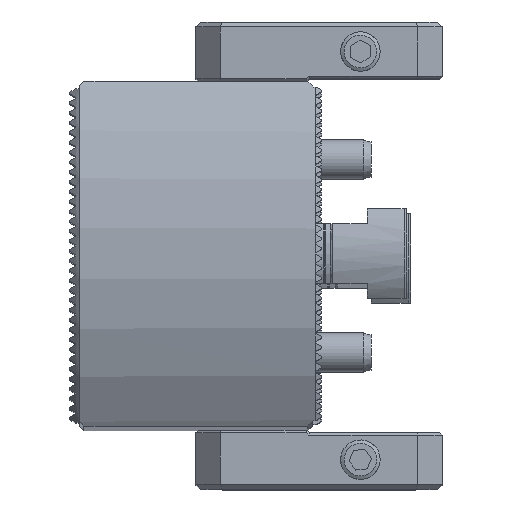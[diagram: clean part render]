
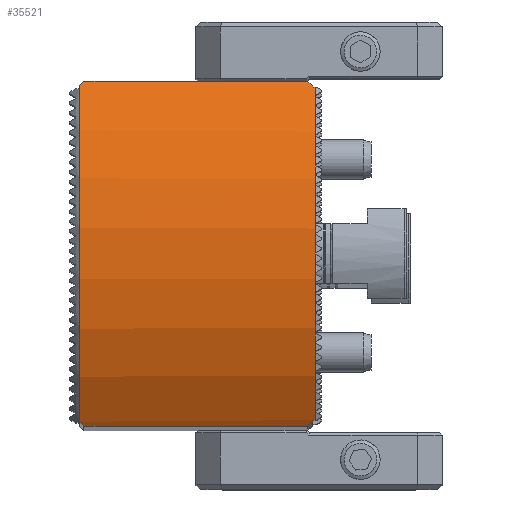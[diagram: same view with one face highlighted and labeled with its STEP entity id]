
A CAD part, top view. The second image highlights one B-rep face of the part: STEP entity #35521.
In plain terms, the highlighted cylindrical face has radius 65 mm (diameter 130 mm), a partial arc.
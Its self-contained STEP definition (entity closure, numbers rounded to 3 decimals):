
#268 = CIRCLE ( 'NONE', #39502, 65. ) ;
#271 = DIRECTION ( 'NONE',  ( 0., 0., 1. ) ) ;
#1256 = DIRECTION ( 'NONE',  ( 1., 0., 0. ) ) ;
#2892 = CARTESIAN_POINT ( 'NONE',  ( 24.2, -33.8, 280.521 ) ) ;
#3778 = DIRECTION ( 'NONE',  ( 0., 0., 1. ) ) ;
#4347 = CARTESIAN_POINT ( 'NONE',  ( -23.577, -34.123, 280.323 ) ) ;
#4930 = CARTESIAN_POINT ( 'NONE',  ( 24.2, 33.8, 280.521 ) ) ;
#5071 = CARTESIAN_POINT ( 'NONE',  ( 24.2, 0., 225. ) ) ;
#5249 = CYLINDRICAL_SURFACE ( 'NONE', #6936, 65. ) ;
#5292 = EDGE_CURVE ( 'NONE', #41396, #6135, #21872, .T. ) ;
#5371 = ORIENTED_EDGE ( 'NONE', *, *, #5292, .T. ) ;
#5751 = CARTESIAN_POINT ( 'NONE',  ( 23.497, 34.203, 280.276 ) ) ;
#5788 = VERTEX_POINT ( 'NONE', #37131 ) ;
#6135 = VERTEX_POINT ( 'NONE', #42367 ) ;
#6263 = CARTESIAN_POINT ( 'NONE',  ( 22.7, 35., 279.772 ) ) ;
#6740 =( BOUNDED_CURVE ( )  B_SPLINE_CURVE ( 3, ( #32994, #25605, #9977, #21388 ),
 .UNSPECIFIED., .F., .F. ) 
 B_SPLINE_CURVE_WITH_KNOTS ( ( 4, 4 ),
 ( 4.144, 4.16 ),
 .UNSPECIFIED. ) 
 CURVE ( )  GEOMETRIC_REPRESENTATION_ITEM ( )  RATIONAL_B_SPLINE_CURVE ( ( 1., 1., 1., 1. ) ) 
 REPRESENTATION_ITEM ( '' )  );
#6936 = AXIS2_PLACEMENT_3D ( 'NONE', #26337, #7740, #3778 ) ;
#7027 = CARTESIAN_POINT ( 'NONE',  ( 23.9, -33.8, 280.521 ) ) ;
#7740 = DIRECTION ( 'NONE',  ( -1., 0., 0. ) ) ;
#8599 = ORIENTED_EDGE ( 'NONE', *, *, #22153, .F. ) ;
#9977 = CARTESIAN_POINT ( 'NONE',  ( -23.283, 34.417, 280.142 ) ) ;
#10460 = CARTESIAN_POINT ( 'NONE',  ( 22.7, -35., 279.772 ) ) ;
#10915 = ORIENTED_EDGE ( 'NONE', *, *, #19149, .T. ) ;
#11601 = CARTESIAN_POINT ( 'NONE',  ( -22.991, -34.709, 279.958 ) ) ;
#11907 = ORIENTED_EDGE ( 'NONE', *, *, #46257, .T. ) ;
#11921 = EDGE_CURVE ( 'NONE', #25056, #26436, #21106, .T. ) ;
#11931 = CARTESIAN_POINT ( 'NONE',  ( -22.7, -35., 279.772 ) ) ;
#12373 = EDGE_CURVE ( 'NONE', #13717, #30708, #39775, .T. ) ;
#12896 = CARTESIAN_POINT ( 'NONE',  ( 25.9, 35., 279.772 ) ) ;
#12999 = CARTESIAN_POINT ( 'NONE',  ( -23.577, -34.123, 280.323 ) ) ;
#13717 = VERTEX_POINT ( 'NONE', #7027 ) ;
#15095 = CARTESIAN_POINT ( 'NONE',  ( -23.577, 0., 225. ) ) ;
#15136 = EDGE_CURVE ( 'NONE', #25056, #13717, #35475, .T. ) ;
#16893 = DIRECTION ( 'NONE',  ( -1., 0., 0. ) ) ;
#17249 =( BOUNDED_CURVE ( )  B_SPLINE_CURVE ( 3, ( #39084, #23899, #5751, #27648 ),
 .UNSPECIFIED., .F., .F. ) 
 B_SPLINE_CURVE_WITH_KNOTS ( ( 4, 4 ),
 ( 1.002, 1.024 ),
 .UNSPECIFIED. ) 
 CURVE ( )  GEOMETRIC_REPRESENTATION_ITEM ( )  RATIONAL_B_SPLINE_CURVE ( ( 1., 1., 1., 1. ) ) 
 REPRESENTATION_ITEM ( '' )  );
#17326 = CARTESIAN_POINT ( 'NONE',  ( -22.7, -35., 279.772 ) ) ;
#17916 = CARTESIAN_POINT ( 'NONE',  ( 23.9, 33.8, 280.521 ) ) ;
#18316 = CIRCLE ( 'NONE', #39324, 65. ) ;
#18978 = ORIENTED_EDGE ( 'NONE', *, *, #23366, .F. ) ;
#19149 = EDGE_CURVE ( 'NONE', #6135, #5788, #6740, .T. ) ;
#19236 = EDGE_CURVE ( 'NONE', #26436, #20796, #31303, .T. ) ;
#20463 = DIRECTION ( 'NONE',  ( 0., 0., -1. ) ) ;
#20758 = CARTESIAN_POINT ( 'NONE',  ( 23.9, -33.8, 280.521 ) ) ;
#20796 = VERTEX_POINT ( 'NONE', #12999 ) ;
#21106 = LINE ( 'NONE', #29213, #45069 ) ;
#21388 = CARTESIAN_POINT ( 'NONE',  ( -23.577, 34.123, 280.323 ) ) ;
#21872 = LINE ( 'NONE', #12896, #25357 ) ;
#22153 = EDGE_CURVE ( 'NONE', #27419, #24263, #34598, .T. ) ;
#23366 = EDGE_CURVE ( 'NONE', #41396, #27419, #17249, .T. ) ;
#23479 = VECTOR ( 'NONE', #1256, 1000. ) ;
#23899 = CARTESIAN_POINT ( 'NONE',  ( 23.097, 34.603, 280.026 ) ) ;
#24263 = VERTEX_POINT ( 'NONE', #4930 ) ;
#25056 = VERTEX_POINT ( 'NONE', #10460 ) ;
#25357 = VECTOR ( 'NONE', #42617, 1000. ) ;
#25605 = CARTESIAN_POINT ( 'NONE',  ( -22.991, 34.709, 279.958 ) ) ;
#25606 = ORIENTED_EDGE ( 'NONE', *, *, #42136, .F. ) ;
#26337 = CARTESIAN_POINT ( 'NONE',  ( 25.9, 0., 225. ) ) ;
#26436 = VERTEX_POINT ( 'NONE', #17326 ) ;
#26717 = CARTESIAN_POINT ( 'NONE',  ( -23.283, -34.417, 280.142 ) ) ;
#27419 = VERTEX_POINT ( 'NONE', #17916 ) ;
#27582 = CARTESIAN_POINT ( 'NONE',  ( 25.9, 33.8, 280.521 ) ) ;
#27623 = DIRECTION ( 'NONE',  ( 1., 0., 0. ) ) ;
#27648 = CARTESIAN_POINT ( 'NONE',  ( 23.9, 33.8, 280.521 ) ) ;
#27776 = CARTESIAN_POINT ( 'NONE',  ( 25.9, -33.8, 280.521 ) ) ;
#29213 = CARTESIAN_POINT ( 'NONE',  ( 25.9, -35., 279.772 ) ) ;
#29372 = DIRECTION ( 'NONE',  ( -1., 0., 0. ) ) ;
#30708 = VERTEX_POINT ( 'NONE', #2892 ) ;
#31303 =( BOUNDED_CURVE ( )  B_SPLINE_CURVE ( 3, ( #11931, #11601, #26717, #4347 ),
 .UNSPECIFIED., .F., .T. ) 
 B_SPLINE_CURVE_WITH_KNOTS ( ( 4, 4 ),
 ( 4.144, 4.16 ),
 .UNSPECIFIED. ) 
 CURVE ( )  GEOMETRIC_REPRESENTATION_ITEM ( )  RATIONAL_B_SPLINE_CURVE ( ( 1., 1., 1., 1. ) ) 
 REPRESENTATION_ITEM ( '' )  );
#32029 = CARTESIAN_POINT ( 'NONE',  ( 23.097, -34.603, 280.026 ) ) ;
#32194 = FACE_OUTER_BOUND ( 'NONE', #46163, .T. ) ;
#32994 = CARTESIAN_POINT ( 'NONE',  ( -22.7, 35., 279.772 ) ) ;
#33242 = ORIENTED_EDGE ( 'NONE', *, *, #11921, .F. ) ;
#34598 = LINE ( 'NONE', #27582, #23479 ) ;
#35475 =( BOUNDED_CURVE ( )  B_SPLINE_CURVE ( 3, ( #35907, #32029, #39210, #20758 ),
 .UNSPECIFIED., .F., .T. ) 
 B_SPLINE_CURVE_WITH_KNOTS ( ( 4, 4 ),
 ( 1.002, 1.024 ),
 .UNSPECIFIED. ) 
 CURVE ( )  GEOMETRIC_REPRESENTATION_ITEM ( )  RATIONAL_B_SPLINE_CURVE ( ( 1., 1., 1., 1. ) ) 
 REPRESENTATION_ITEM ( '' )  );
#35521 = ADVANCED_FACE ( 'NONE', ( #32194 ), #5249, .T. ) ;
#35907 = CARTESIAN_POINT ( 'NONE',  ( 22.7, -35., 279.772 ) ) ;
#36204 = VECTOR ( 'NONE', #27623, 1000. ) ;
#37131 = CARTESIAN_POINT ( 'NONE',  ( -23.577, 34.123, 280.323 ) ) ;
#38029 = DIRECTION ( 'NONE',  ( -1., 0., 0. ) ) ;
#39084 = CARTESIAN_POINT ( 'NONE',  ( 22.7, 35., 279.772 ) ) ;
#39210 = CARTESIAN_POINT ( 'NONE',  ( 23.497, -34.203, 280.276 ) ) ;
#39324 = AXIS2_PLACEMENT_3D ( 'NONE', #15095, #38029, #271 ) ;
#39502 = AXIS2_PLACEMENT_3D ( 'NONE', #5071, #16893, #20463 ) ;
#39775 = LINE ( 'NONE', #27776, #36204 ) ;
#40777 = ORIENTED_EDGE ( 'NONE', *, *, #19236, .F. ) ;
#40912 = ORIENTED_EDGE ( 'NONE', *, *, #15136, .T. ) ;
#41396 = VERTEX_POINT ( 'NONE', #6263 ) ;
#42136 = EDGE_CURVE ( 'NONE', #20796, #5788, #18316, .T. ) ;
#42367 = CARTESIAN_POINT ( 'NONE',  ( -22.7, 35., 279.772 ) ) ;
#42617 = DIRECTION ( 'NONE',  ( -1., 0., 0. ) ) ;
#45069 = VECTOR ( 'NONE', #29372, 1000. ) ;
#46163 = EDGE_LOOP ( 'NONE', ( #10915, #25606, #40777, #33242, #40912, #47933, #11907, #8599, #18978, #5371 ) ) ;
#46257 = EDGE_CURVE ( 'NONE', #30708, #24263, #268, .T. ) ;
#47933 = ORIENTED_EDGE ( 'NONE', *, *, #12373, .T. ) ;
